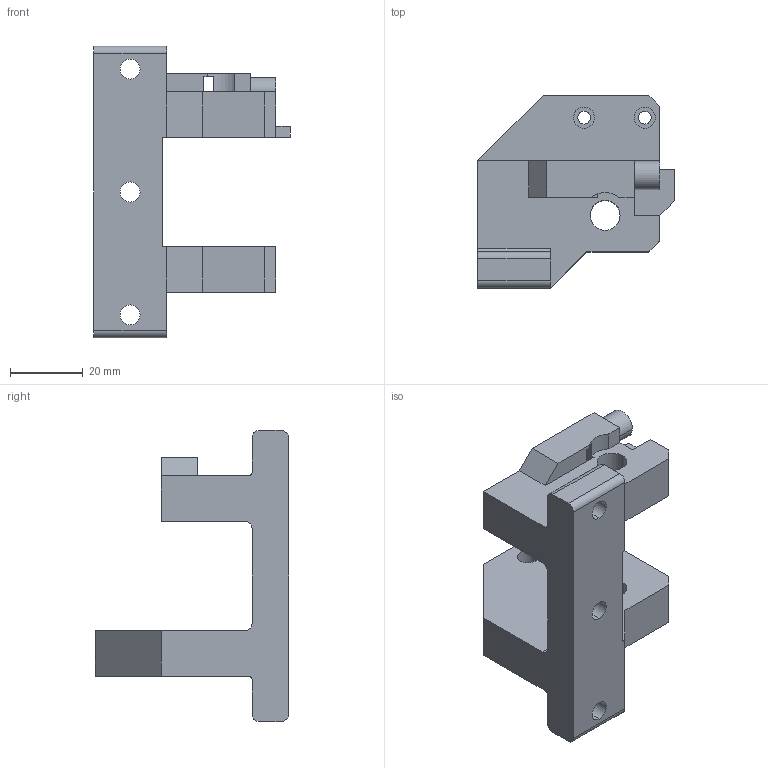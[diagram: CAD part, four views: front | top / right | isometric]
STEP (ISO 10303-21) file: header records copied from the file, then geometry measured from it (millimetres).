
FILE_DESCRIPTION (( 'STEP AP203' ), '1' );
FILE_NAME ('Encoder Body.STEP', '2021-07-31T11:31:47', ( '' ), ( '' ), 'SwSTEP 2.0', 'SolidWorks 2020', '' );
FILE_SCHEMA (( 'CONFIG_CONTROL_DESIGN' ));
Length unit declared in the file: millimetre
Products named in the file (1): Encoder Body
Bounding box: 54 x 53 x 80 mm (x, y, z)
Volume: 54263.3 mm3; surface area: 16926.6 mm2
Topology: 1 solids, 1 shells, 87 faces, 239 edges, 158 vertices
Faces by surface type: plane 48, cylinder 39
Entity records: 2905 total; most frequent: CARTESIAN_POINT 505, DIRECTION 490, ORIENTED_EDGE 478, EDGE_CURVE 239, AXIS2_PLACEMENT_3D 167, VERTEX_POINT 158, LINE 156, VECTOR 156
